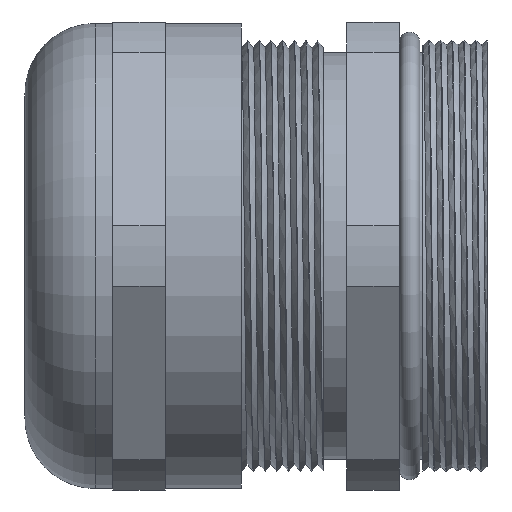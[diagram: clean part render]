
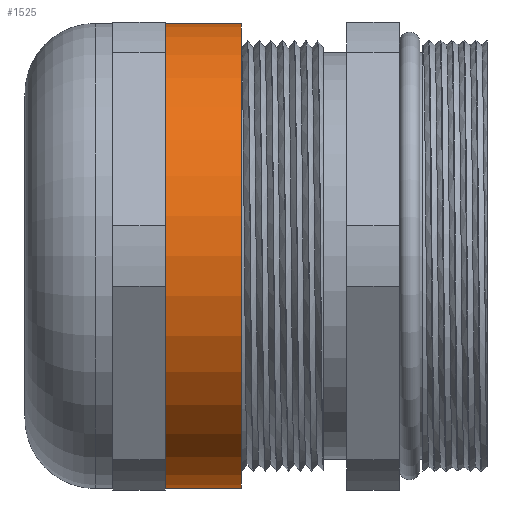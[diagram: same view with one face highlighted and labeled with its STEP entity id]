
A CAD part, left-side view. The second image highlights one B-rep face of the part: STEP entity #1525.
In plain terms, the highlighted cylindrical face has radius 19.875 mm (diameter 39.75 mm), a full revolution.
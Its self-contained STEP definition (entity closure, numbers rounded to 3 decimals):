
#2 = AXIS2_PLACEMENT_3D ( 'NONE', #3332, #3331, #3330 ) ;
#5 = CIRCLE ( 'NONE', #2, 19.875 ) ;
#67 = AXIS2_PLACEMENT_3D ( 'NONE', #448, #447, #446 ) ;
#128 = AXIS2_PLACEMENT_3D ( 'NONE', #1850, #1849, #1848 ) ;
#130 = CIRCLE ( 'NONE', #128, 19.875 ) ;
#242 = CARTESIAN_POINT ( 'NONE',  ( 0., 27.5, 19.875 ) ) ;
#251 = CARTESIAN_POINT ( 'NONE',  ( 0., 21., 19.875 ) ) ;
#446 = DIRECTION ( 'NONE',  ( 0., 0., -1. ) ) ;
#447 = DIRECTION ( 'NONE',  ( 0., -1., 0. ) ) ;
#448 = CARTESIAN_POINT ( 'NONE',  ( 0., 27.5, 0. ) ) ;
#1156 = VERTEX_POINT ( 'NONE', #242 ) ;
#1165 = VERTEX_POINT ( 'NONE', #251 ) ;
#1237 = CYLINDRICAL_SURFACE ( 'NONE', #67, 19.875 ) ;
#1238 = FACE_OUTER_BOUND ( 'NONE', #3550, .T. ) ;
#1239 = FACE_OUTER_BOUND ( 'NONE', #3547, .T. ) ;
#1420 = EDGE_CURVE ( 'NONE', #1165, #1165, #5, .T. ) ;
#1480 = EDGE_CURVE ( 'NONE', #1156, #1156, #130, .T. ) ;
#1525 = ADVANCED_FACE ( 'NONE', ( #1239, #1238 ), #1237, .T. ) ;
#1848 = DIRECTION ( 'NONE',  ( 0., 0., 1. ) ) ;
#1849 = DIRECTION ( 'NONE',  ( 0., 1., 0. ) ) ;
#1850 = CARTESIAN_POINT ( 'NONE',  ( 0., 27.5, 0. ) ) ;
#3330 = DIRECTION ( 'NONE',  ( 0., 0., 1. ) ) ;
#3331 = DIRECTION ( 'NONE',  ( 0., 1., 0. ) ) ;
#3332 = CARTESIAN_POINT ( 'NONE',  ( 0., 21., 0. ) ) ;
#3432 = ORIENTED_EDGE ( 'NONE', *, *, #1420, .T. ) ;
#3437 = ORIENTED_EDGE ( 'NONE', *, *, #1480, .F. ) ;
#3547 = EDGE_LOOP ( 'NONE', ( #3437 ) ) ;
#3550 = EDGE_LOOP ( 'NONE', ( #3432 ) ) ;
